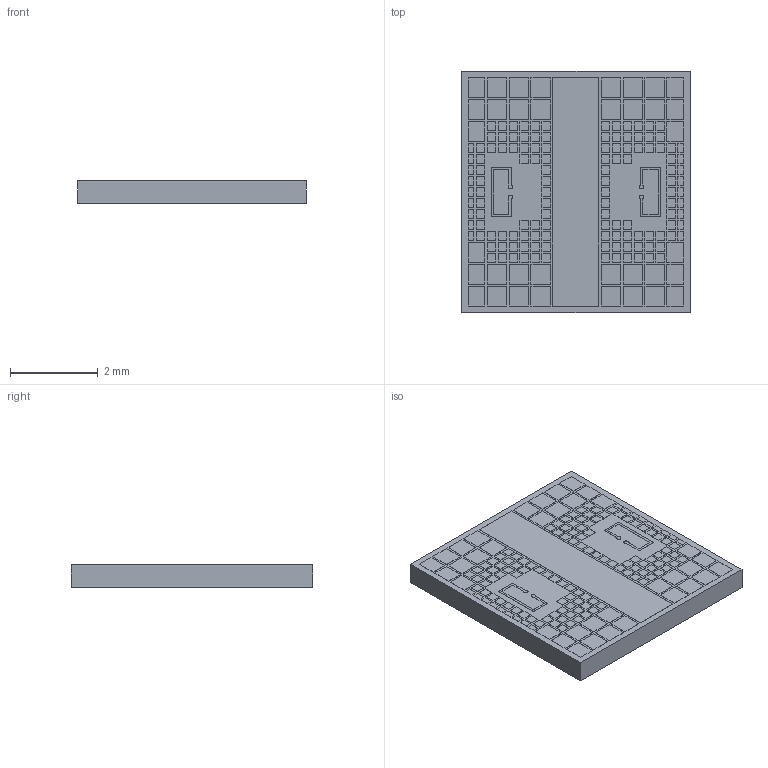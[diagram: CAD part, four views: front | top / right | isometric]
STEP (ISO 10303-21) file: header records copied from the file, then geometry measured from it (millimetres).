
FILE_DESCRIPTION(/* description */ (''),/* implementation_level */ '2;1');
FILE_NAME(/* name */ 'A111_dark v1.step',/* time_stamp */ '2020-09-07T13:06:10+02:00',/* author */ (''),/* organization */ (''),/* preprocessor_version */ 'ST-DEVELOPER v18.1',/* originating_system */ 'Autodesk Translation Framework v9.3.0.1241',/* authorisation */ '');
FILE_SCHEMA (('AUTOMOTIVE_DESIGN { 1 0 10303 214 3 1 1 }'));
Length unit declared in the file: millimetre
Products named in the file (3): A111_dark; Usersanton.evertssonDownloadsM122_PB8_V2; AP111_MODEL
Assembly tree (2 placements, depth 3):
  A111_dark
    Usersanton.evertssonDownloadsM122_PB8_V2
      AP111_MODEL
Bounding box: 5.2 x 5.5 x 0.51 mm (x, y, z)
Volume: 14.8 mm3; surface area: 106.2 mm2
Topology: 170 solids, 170 shells, 1036 faces, 2088 edges, 1392 vertices
Faces by surface type: plane 1032, cylinder 4
Entity records: 26298 total; most frequent: CARTESIAN_POINT 4521, DIRECTION 4178, ORIENTED_EDGE 4176, EDGE_CURVE 2088, LINE 2080, VECTOR 2080, VERTEX_POINT 1392, AXIS2_PLACEMENT_3D 1049
